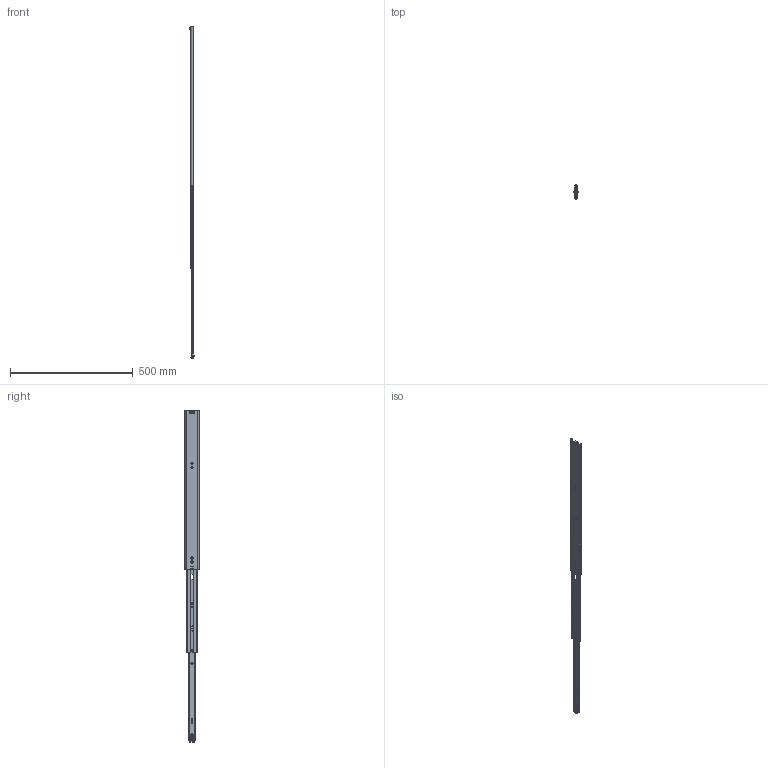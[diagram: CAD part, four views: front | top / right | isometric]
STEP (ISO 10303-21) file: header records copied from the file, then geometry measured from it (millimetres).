
FILE_DESCRIPTION(/* description */ ('Überauszug Serie 037 650x700'),/* implementation_level */ '2;1');
FILE_NAME(/* name */ '07000063008.stp',/* time_stamp */ '2020-06-18T13:20:50+02:00',/* author */ ('Dennis Bruder'),/* organization */ (''),/* preprocessor_version */ 'ST-DEVELOPER v18',/* originating_system */ 'Autodesk Inventor 2020',/* authorisation */ '');
FILE_SCHEMA (('AUTOMOTIVE_DESIGN { 1 0 10303 214 3 1 1 }'));
Products named in the file (1): 07000063008
Bounding box: 17.35 x 57.39 x 1350 mm (x, y, z)
Volume: 253535.3 mm3; surface area: 332006.9 mm2
Topology: 90 solids, 90 shells, 4107 faces, 12448 edges, 8324 vertices
Faces by surface type: plane 1925, cylinder 984, cone 602, torus 261, bspline 255, sphere 80
Full cylindrical faces by diameter (mm): 1 x8, 3.5 x2, 4.5 x8, 4.6 x7, 5 x4, 5.9 x3, 6 x4, 8 x6, 8.2 x2
Entity records: 178856 total; most frequent: CARTESIAN_POINT 68370, ORIENTED_EDGE 24572, DIRECTION 19779, EDGE_CURVE 12286, VERTEX_POINT 8324, AXIS2_PLACEMENT_3D 6877, LINE 6025, VECTOR 6025
